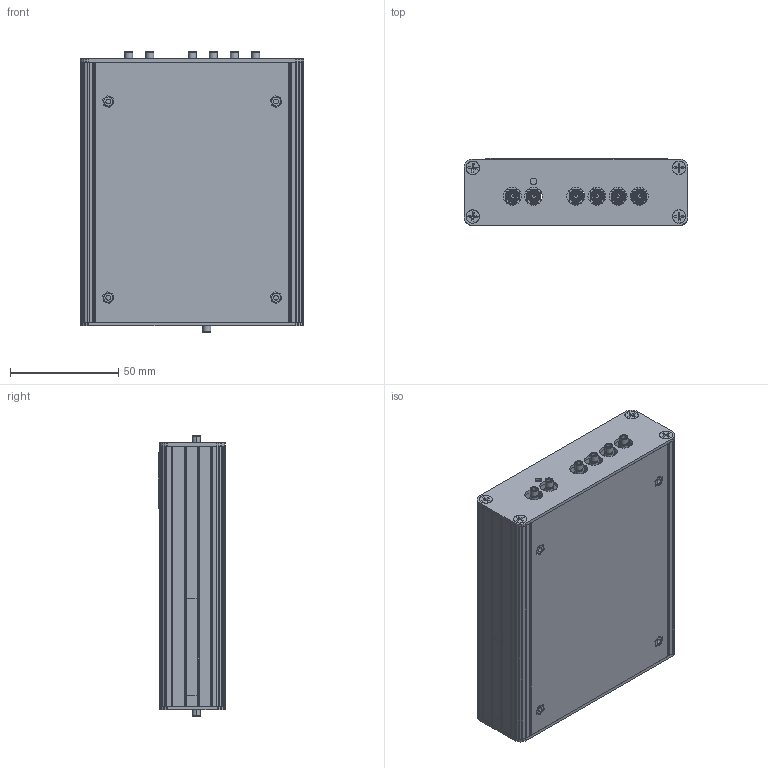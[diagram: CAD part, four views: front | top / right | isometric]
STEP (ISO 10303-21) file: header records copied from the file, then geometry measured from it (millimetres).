
FILE_DESCRIPTION (( 'STEP AP214' ), '1' );
FILE_NAME ('28a560_1k.STEP', '2019-03-06T19:27:31', ( '' ), ( '' ), 'SwSTEP 2.0', 'SolidWorks 2015', '' );
FILE_SCHEMA (( 'AUTOMOTIVE_DESIGN' ));
Length unit declared in the file: inch
Products named in the file (15): 28d562k; Small label; Top cover; T560 Box; 28a560_1k; Serial number; flat head 100 screw_ai_CR-FHM1 0.138-32x0.375x0.375-N; 28m562-3f; 28m562-1f; thru-hole standoff_pmi_PEM SOS-440-10 ---N; 28a562_1k; 465-0020; 465-0016; 261-6900; 450_0101
Assembly tree (31 placements, depth 3):
  28a560_1k
    T560 Box
    Top cover
    Small label
    28a562_1k
      28d562k
      450_0101  x7
      261-6900
      465-0016
      465-0020
    thru-hole standoff_pmi_PEM SOS-440-10 ---N  x4
    28m562-1f
    28m562-3f
    flat head 100 screw_ai_CR-FHM1 0.138-32x0.375x0.375-N  x8
    Serial number  x2
Bounding box: 103.21 x 30.94 x 129.45 mm (x, y, z)
Volume: 90291.1 mm3; surface area: 122196.5 mm2
Topology: 30 solids, 31 shells, 2208 faces, 5780 edges, 3684 vertices
Faces by surface type: plane 1228, cylinder 755, cone 104, torus 63, sphere 32, bspline 26
Entity records: 38167 total; most frequent: CARTESIAN_POINT 6472, ORIENTED_EDGE 6096, DIRECTION 5962, EDGE_CURVE 3048, LINE 2294, VECTOR 2294, VERTEX_POINT 2002, AXIS2_PLACEMENT_3D 1834
